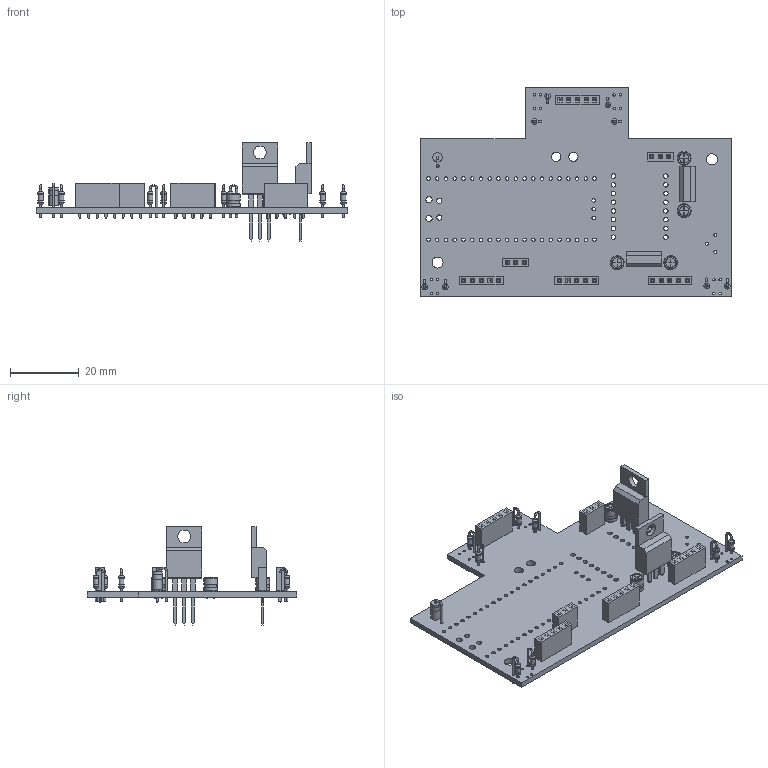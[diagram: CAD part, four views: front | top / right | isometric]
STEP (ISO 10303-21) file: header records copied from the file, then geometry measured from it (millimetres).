
FILE_DESCRIPTION(('KiCad electronic assembly'),'2;1');
FILE_NAME('SUMEC 2.0.step','2023-03-18T10:44:59',('Pcbnew'),('Kicad'), 'Open CASCADE STEP processor 7.6','KiCad to STEP converter','Unknown' );
FILE_SCHEMA(('AUTOMOTIVE_DESIGN { 1 0 10303 214 1 1 1 1 }'));
Length unit declared in the file: millimetre
Products named in the file (14): SUMEC 2.0 1; R_Axial_DIN0204_L3.6mm_D1.6mm_P1.90mm_Vertical; SOLID; PinSocket_1x03_P2.54mm_Vertical; CP_Radial_D4.0mm_P2.00mm; TO-220-3_Vertical; PinSocket_1x05_P2.54mm_Vertical; D_A-405_P2.54mm_Vertical_KathodeUp; PCB
Assembly tree (28 placements, depth 3):
  SUMEC 2.0 1
    R_Axial_DIN0204_L3.6mm_D1.6mm_P1.90mm_Vertical  x8
      SOLID
    PinSocket_1x03_P2.54mm_Vertical  x2
      SOLID
    CP_Radial_D4.0mm_P2.00mm  x4
      SOLID
    TO-220-3_Vertical  x2
      SOLID
    PinSocket_1x05_P2.54mm_Vertical  x4
      SOLID
    D_A-405_P2.54mm_Vertical_KathodeUp
      SOLID
    PCB
Bounding box: 90.5 x 61 x 28.52 mm (x, y, z)
Volume: 9536.5 mm3; surface area: 14230.5 mm2
Topology: 22 solids, 26 shells, 1483 faces, 3695 edges, 2386 vertices
Faces by surface type: plane 1120, cylinder 265, torus 42, bspline 32, revolution 24
Full cylindrical faces by diameter (mm): 0.3 x8, 0.5 x32, 0.6 x12, 0.7 x32, 0.9 x5, 1 x26, 1.02 x43, 1.1 x6, 1.32 x16, 1.44 x8, 1.5 x2, 1.6 x16, 1.8 x2, 2.7 x4, 2.72 x1, 3.2 x2, 3.735 x2
Entity records: 41936 total; most frequent: CARTESIAN_POINT 9191, DIRECTION 5515, LINE 3580, VECTOR 3580, ORIENTED_EDGE 2914, PCURVE 2914, DEFINITIONAL_REPRESENTATION 2914, EDGE_CURVE 1457
